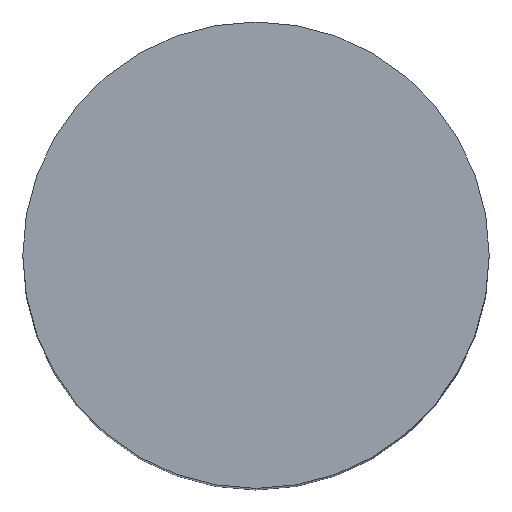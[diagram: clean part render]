
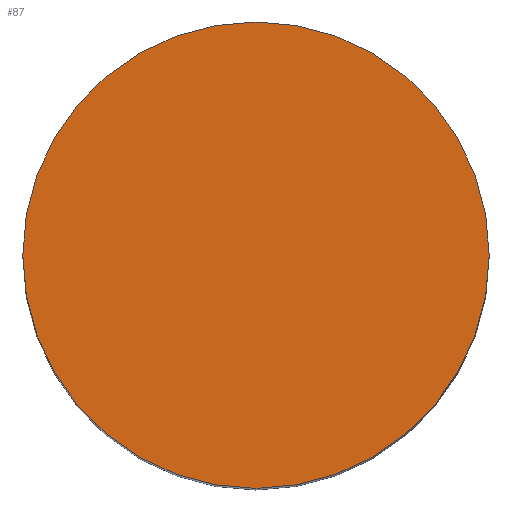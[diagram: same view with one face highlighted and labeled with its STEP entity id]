
A CAD part, top view. The second image highlights one B-rep face of the part: STEP entity #87.
In plain terms, the highlighted planar face has unit normal (0, 0, 1).
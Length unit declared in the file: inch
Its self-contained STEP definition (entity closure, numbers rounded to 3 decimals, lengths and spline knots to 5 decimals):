
#1 = DIRECTION ( 'NONE',  ( 0., 0., 1. ) ) ;
#3 = DIRECTION ( 'NONE',  ( 0., 0., -1. ) ) ;
#13 = CARTESIAN_POINT ( 'NONE',  ( 0.0078, 0., -1.469 ) ) ;
#18 = CARTESIAN_POINT ( 'NONE',  ( 0., 0.0078, -1.469 ) ) ;
#27 = EDGE_LOOP ( 'NONE', ( #101, #139 ) ) ;
#37 = EDGE_CURVE ( 'NONE', #166, #60, #51, .T. ) ;
#49 = DIRECTION ( 'NONE',  ( -1., 0., 0. ) ) ;
#50 = DIRECTION ( 'NONE',  ( 0., 0., 1. ) ) ;
#51 = CIRCLE ( 'NONE', #173, 0.0078 ) ;
#57 = AXIS2_PLACEMENT_3D ( 'NONE', #189, #50, #171 ) ;
#60 = VERTEX_POINT ( 'NONE', #62 ) ;
#61 = CIRCLE ( 'NONE', #57, 0.0078 ) ;
#62 = CARTESIAN_POINT ( 'NONE',  ( -0.0078, 0., -1.469 ) ) ;
#80 = DIRECTION ( 'NONE',  ( 1., 0., 0. ) ) ;
#87 = ADVANCED_FACE ( 'NONE', ( #123 ), #187, .F. ) ;
#101 = ORIENTED_EDGE ( 'NONE', *, *, #37, .T. ) ;
#121 = EDGE_CURVE ( 'NONE', #60, #166, #61, .T. ) ;
#123 = FACE_OUTER_BOUND ( 'NONE', #27, .T. ) ;
#139 = ORIENTED_EDGE ( 'NONE', *, *, #121, .T. ) ;
#155 = CARTESIAN_POINT ( 'NONE',  ( 0., 0., -1.469 ) ) ;
#158 = AXIS2_PLACEMENT_3D ( 'NONE', #18, #3, #49 ) ;
#166 = VERTEX_POINT ( 'NONE', #13 ) ;
#171 = DIRECTION ( 'NONE',  ( 1., 0., 0. ) ) ;
#173 = AXIS2_PLACEMENT_3D ( 'NONE', #155, #1, #80 ) ;
#187 = PLANE ( 'NONE',  #158 ) ;
#189 = CARTESIAN_POINT ( 'NONE',  ( 0., 0., -1.469 ) ) ;
